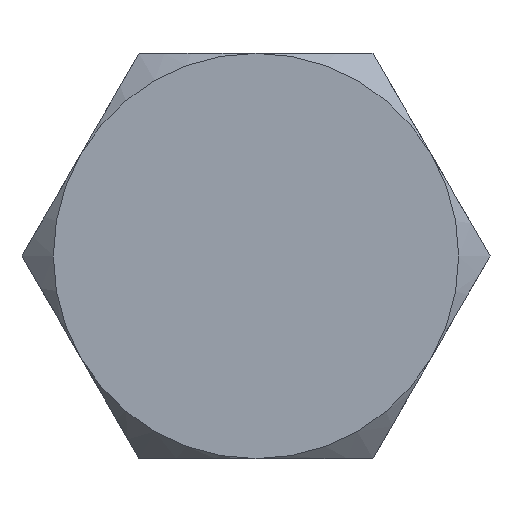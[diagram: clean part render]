
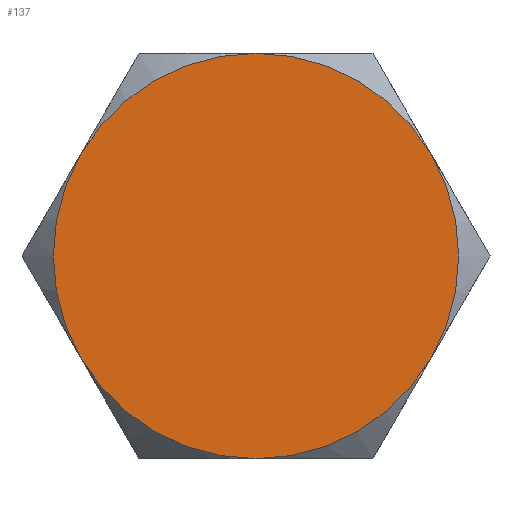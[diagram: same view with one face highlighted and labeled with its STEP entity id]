
A CAD part, front view. The second image highlights one B-rep face of the part: STEP entity #137.
In plain terms, the highlighted planar face has unit normal (0, -1, 0).
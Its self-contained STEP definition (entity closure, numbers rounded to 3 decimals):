
#13 = AXIS2_PLACEMENT_3D ( 'NONE', #512, #1696, #683 ) ;
#132 = ORIENTED_EDGE ( 'NONE', *, *, #542, .T. ) ;
#137 = ADVANCED_FACE ( 'NONE', ( #142 ), #503, .T. ) ;
#142 = FACE_OUTER_BOUND ( 'NONE', #600, .T. ) ;
#184 = CARTESIAN_POINT ( 'NONE',  ( 0., -15.427, -4. ) ) ;
#225 = ORIENTED_EDGE ( 'NONE', *, *, #2139, .T. ) ;
#290 = CIRCLE ( 'NONE', #1850, 4. ) ;
#343 = CARTESIAN_POINT ( 'NONE',  ( 0., -15.427, 0. ) ) ;
#368 = CIRCLE ( 'NONE', #1035, 4. ) ;
#384 = CIRCLE ( 'NONE', #2160, 4. ) ;
#406 = CARTESIAN_POINT ( 'NONE',  ( 0., -15.427, 0. ) ) ;
#408 = EDGE_CURVE ( 'NONE', #1968, #1866, #384, .T. ) ;
#429 = VERTEX_POINT ( 'NONE', #1701 ) ;
#455 = AXIS2_PLACEMENT_3D ( 'NONE', #671, #1501, #2015 ) ;
#463 = CARTESIAN_POINT ( 'NONE',  ( -3.464, -15.427, -2. ) ) ;
#464 = AXIS2_PLACEMENT_3D ( 'NONE', #406, #1588, #581 ) ;
#475 = CIRCLE ( 'NONE', #13, 4. ) ;
#476 = VERTEX_POINT ( 'NONE', #1713 ) ;
#503 = PLANE ( 'NONE',  #455 ) ;
#512 = CARTESIAN_POINT ( 'NONE',  ( 0., -15.427, 0. ) ) ;
#515 = DIRECTION ( 'NONE',  ( 0., 0., -1. ) ) ;
#542 = EDGE_CURVE ( 'NONE', #476, #1180, #1078, .T. ) ;
#581 = DIRECTION ( 'NONE',  ( 0., 0., -1. ) ) ;
#600 = EDGE_LOOP ( 'NONE', ( #1711, #132, #908, #225, #1763, #1116 ) ) ;
#671 = CARTESIAN_POINT ( 'NONE',  ( 0., -15.427, 0. ) ) ;
#683 = DIRECTION ( 'NONE',  ( 0., 0., -1. ) ) ;
#776 = CARTESIAN_POINT ( 'NONE',  ( 0., -15.427, 0. ) ) ;
#908 = ORIENTED_EDGE ( 'NONE', *, *, #2051, .T. ) ;
#931 = CARTESIAN_POINT ( 'NONE',  ( 0., -15.427, 0. ) ) ;
#943 = DIRECTION ( 'NONE',  ( 0., 0., -1. ) ) ;
#981 = DIRECTION ( 'NONE',  ( 0., -1., 0. ) ) ;
#991 = AXIS2_PLACEMENT_3D ( 'NONE', #1981, #981, #2159 ) ;
#1035 = AXIS2_PLACEMENT_3D ( 'NONE', #776, #1946, #943 ) ;
#1078 = CIRCLE ( 'NONE', #991, 4. ) ;
#1097 = DIRECTION ( 'NONE',  ( 0., 0., -1. ) ) ;
#1116 = ORIENTED_EDGE ( 'NONE', *, *, #2008, .T. ) ;
#1158 = VERTEX_POINT ( 'NONE', #184 ) ;
#1180 = VERTEX_POINT ( 'NONE', #1377 ) ;
#1328 = EDGE_CURVE ( 'NONE', #1158, #476, #290, .T. ) ;
#1332 = CARTESIAN_POINT ( 'NONE',  ( -3.464, -15.427, 2. ) ) ;
#1377 = CARTESIAN_POINT ( 'NONE',  ( 3.464, -15.427, 2. ) ) ;
#1501 = DIRECTION ( 'NONE',  ( 0., -1., 0. ) ) ;
#1519 = DIRECTION ( 'NONE',  ( 0., -1., 0. ) ) ;
#1588 = DIRECTION ( 'NONE',  ( 0., -1., 0. ) ) ;
#1696 = DIRECTION ( 'NONE',  ( 0., -1., 0. ) ) ;
#1701 = CARTESIAN_POINT ( 'NONE',  ( 0., -15.427, 4. ) ) ;
#1711 = ORIENTED_EDGE ( 'NONE', *, *, #1328, .T. ) ;
#1713 = CARTESIAN_POINT ( 'NONE',  ( 3.464, -15.427, -2. ) ) ;
#1763 = ORIENTED_EDGE ( 'NONE', *, *, #408, .T. ) ;
#1850 = AXIS2_PLACEMENT_3D ( 'NONE', #931, #2105, #1097 ) ;
#1866 = VERTEX_POINT ( 'NONE', #463 ) ;
#1946 = DIRECTION ( 'NONE',  ( 0., -1., 0. ) ) ;
#1968 = VERTEX_POINT ( 'NONE', #1332 ) ;
#1981 = CARTESIAN_POINT ( 'NONE',  ( 0., -15.427, 0. ) ) ;
#2008 = EDGE_CURVE ( 'NONE', #1866, #1158, #475, .T. ) ;
#2015 = DIRECTION ( 'NONE',  ( 0., 0., -1. ) ) ;
#2051 = EDGE_CURVE ( 'NONE', #1180, #429, #2174, .T. ) ;
#2105 = DIRECTION ( 'NONE',  ( 0., -1., 0. ) ) ;
#2139 = EDGE_CURVE ( 'NONE', #429, #1968, #368, .T. ) ;
#2159 = DIRECTION ( 'NONE',  ( 0., 0., -1. ) ) ;
#2160 = AXIS2_PLACEMENT_3D ( 'NONE', #343, #1519, #515 ) ;
#2174 = CIRCLE ( 'NONE', #464, 4. ) ;
